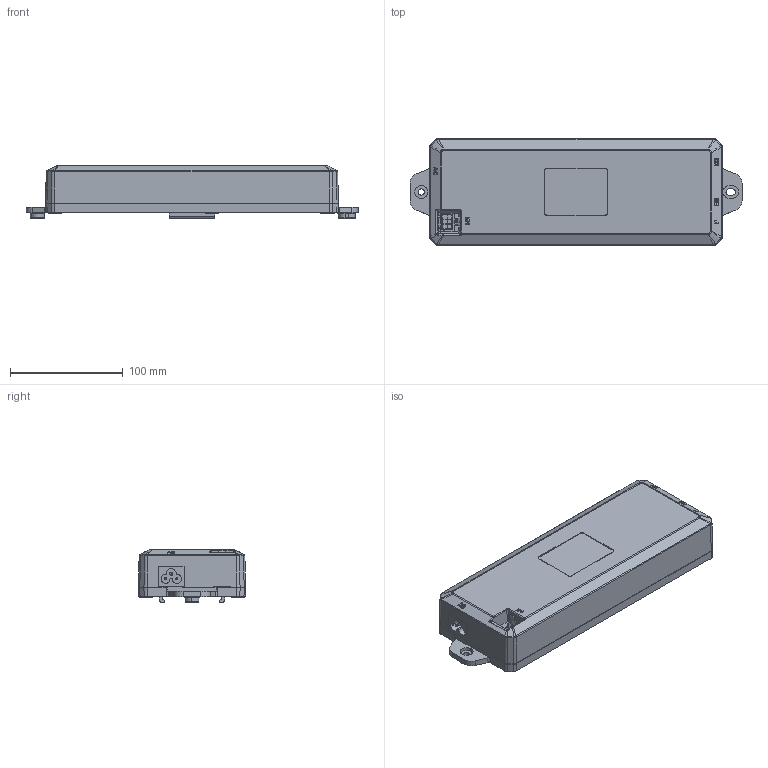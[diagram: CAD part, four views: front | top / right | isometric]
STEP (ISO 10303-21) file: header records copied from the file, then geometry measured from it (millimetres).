
FILE_DESCRIPTION((''),'2;1');
FILE_NAME('JCB35N2C_ASM','2020-01-03T10:06:18',('u'),('捷昌驱动'),'CREO PARAMETRIC BY PTC INC, 2018100','CREO PARAMETRIC BY PTC INC, 2018100','');
FILE_SCHEMA(('CONFIG_CONTROL_DESIGN'));
Products named in the file (9): JCB35N1-KZB_AF2_ASM1-1_8P-20141; JCB35N2-DYB_AF0_ASM1-1_JCB-6219; JCB35N2-DYB_AF0_ASM1-1_JC-47611; JCB35N1-KZB_AF2_ASM1-1_5557-6AW; JCB35N1-KZB_AF2_ASM1-1_6P-20141; _10001; JCB35N2-C-SK-1-SOLID1; JCB35N2-C_ASM; JCB35N2C_ASM
Assembly tree (8 placements, depth 3):
  JCB35N2C_ASM
    JCB35N2-C_ASM
      JCB35N1-KZB_AF2_ASM1-1_8P-20141
      JCB35N2-DYB_AF0_ASM1-1_JCB-6219
      JCB35N2-DYB_AF0_ASM1-1_JC-47611
      JCB35N1-KZB_AF2_ASM1-1_5557-6AW
      JCB35N1-KZB_AF2_ASM1-1_6P-20141
      _10001
      JCB35N2-C-SK-1-SOLID1
Bounding box: 295 x 95 x 47 mm (x, y, z)
Volume: 730912.8 mm3; surface area: 229167.1 mm2
Topology: 6 solids, 7 shells, 1514 faces, 4098 edges, 2654 vertices
Faces by surface type: plane 912, cylinder 336, bspline 166, cone 42, extrusion 35, torus 17, sphere 6
Entity records: 55992 total; most frequent: CARTESIAN_POINT 19118, ORIENTED_EDGE 8160, DIRECTION 6738, EDGE_CURVE 4083, VECTOR 2734, LINE 2699, VERTEX_POINT 2654, AXIS2_PLACEMENT_3D 2002
